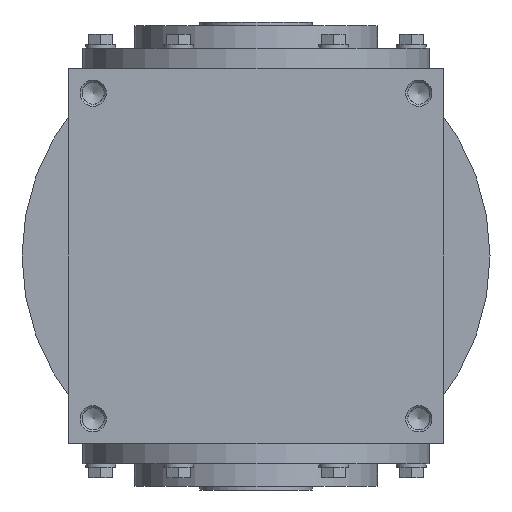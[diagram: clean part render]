
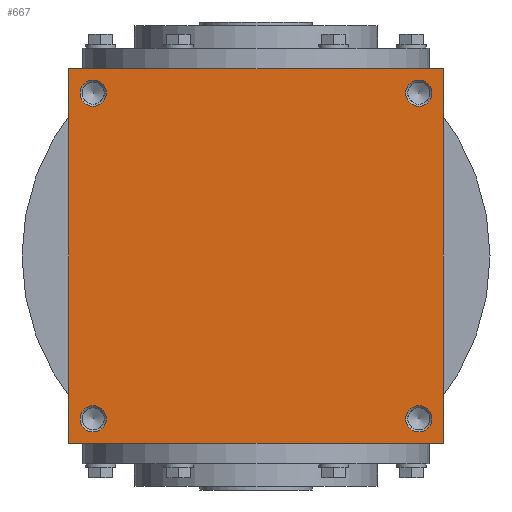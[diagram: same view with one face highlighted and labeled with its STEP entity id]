
A CAD part, left-side view. The second image highlights one B-rep face of the part: STEP entity #667.
In plain terms, the highlighted face is planar.
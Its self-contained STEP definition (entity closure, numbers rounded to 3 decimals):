
#667 = ADVANCED_FACE( '', ( #1393, #1394, #1395, #1396, #1397 ), #1398, .F. );
#1393 = FACE_BOUND( '', #2293, .T. );
#1394 = FACE_BOUND( '', #2294, .T. );
#1395 = FACE_BOUND( '', #2295, .T. );
#1396 = FACE_BOUND( '', #2296, .T. );
#1397 = FACE_OUTER_BOUND( '', #2297, .T. );
#1398 = PLANE( '', #2298 );
#2293 = EDGE_LOOP( '', ( #3580 ) );
#2294 = EDGE_LOOP( '', ( #3581 ) );
#2295 = EDGE_LOOP( '', ( #3582 ) );
#2296 = EDGE_LOOP( '', ( #3583 ) );
#2297 = EDGE_LOOP( '', ( #3584, #3585, #3586, #3587 ) );
#2298 = AXIS2_PLACEMENT_3D( '', #3588, #3589, #3590 );
#3580 = ORIENTED_EDGE( '', *, *, #4871, .F. );
#3581 = ORIENTED_EDGE( '', *, *, #5205, .T. );
#3582 = ORIENTED_EDGE( '', *, *, #5206, .F. );
#3583 = ORIENTED_EDGE( '', *, *, #5207, .T. );
#3584 = ORIENTED_EDGE( '', *, *, #5208, .F. );
#3585 = ORIENTED_EDGE( '', *, *, #5209, .F. );
#3586 = ORIENTED_EDGE( '', *, *, #5210, .F. );
#3587 = ORIENTED_EDGE( '', *, *, #5211, .F. );
#3588 = CARTESIAN_POINT( '', ( 0., 0., -100. ) );
#3589 = DIRECTION( '', ( 0., 0., 1. ) );
#3590 = DIRECTION( '', ( 1., 0., 0. ) );
#4871 = EDGE_CURVE( '', #5664, #5664, #5665, .T. );
#5205 = EDGE_CURVE( '', #6206, #6206, #6207, .T. );
#5206 = EDGE_CURVE( '', #6208, #6208, #6209, .T. );
#5207 = EDGE_CURVE( '', #6210, #6210, #6211, .T. );
#5208 = EDGE_CURVE( '', #6212, #6213, #6214, .T. );
#5209 = EDGE_CURVE( '', #6215, #6212, #6216, .T. );
#5210 = EDGE_CURVE( '', #6217, #6215, #6218, .T. );
#5211 = EDGE_CURVE( '', #6213, #6217, #6219, .T. );
#5664 = VERTEX_POINT( '', #6751 );
#5665 = CIRCLE( '', #6752, 7. );
#6206 = VERTEX_POINT( '', #7482 );
#6207 = CIRCLE( '', #7483, 7. );
#6208 = VERTEX_POINT( '', #7484 );
#6209 = CIRCLE( '', #7485, 7. );
#6210 = VERTEX_POINT( '', #7486 );
#6211 = CIRCLE( '', #7487, 7. );
#6212 = VERTEX_POINT( '', #7488 );
#6213 = VERTEX_POINT( '', #7489 );
#6214 = LINE( '', #7490, #7491 );
#6215 = VERTEX_POINT( '', #7492 );
#6216 = LINE( '', #7493, #7494 );
#6217 = VERTEX_POINT( '', #7495 );
#6218 = LINE( '', #7496, #7497 );
#6219 = LINE( '', #7498, #7499 );
#6751 = CARTESIAN_POINT( '', ( -94., 87., -100. ) );
#6752 = AXIS2_PLACEMENT_3D( '', #8166, #8167, #8168 );
#7482 = CARTESIAN_POINT( '', ( 94., 87., -100. ) );
#7483 = AXIS2_PLACEMENT_3D( '', #8675, #8676, #8677 );
#7484 = CARTESIAN_POINT( '', ( -94., -87., -100. ) );
#7485 = AXIS2_PLACEMENT_3D( '', #8678, #8679, #8680 );
#7486 = CARTESIAN_POINT( '', ( 94., -87., -100. ) );
#7487 = AXIS2_PLACEMENT_3D( '', #8681, #8682, #8683 );
#7488 = CARTESIAN_POINT( '', ( -100., 100., -100. ) );
#7489 = CARTESIAN_POINT( '', ( -100., -100., -100. ) );
#7490 = CARTESIAN_POINT( '', ( -100., 100., -100. ) );
#7491 = VECTOR( '', #8684, 1000. );
#7492 = CARTESIAN_POINT( '', ( 100., 100., -100. ) );
#7493 = CARTESIAN_POINT( '', ( 100., 100., -100. ) );
#7494 = VECTOR( '', #8685, 1000. );
#7495 = CARTESIAN_POINT( '', ( 100., -100., -100. ) );
#7496 = CARTESIAN_POINT( '', ( 100., -100., -100. ) );
#7497 = VECTOR( '', #8686, 1000. );
#7498 = CARTESIAN_POINT( '', ( -100., -100., -100. ) );
#7499 = VECTOR( '', #8687, 1000. );
#8166 = CARTESIAN_POINT( '', ( -87., 87., -100. ) );
#8167 = DIRECTION( '', ( 0., 0., -1. ) );
#8168 = DIRECTION( '', ( -1., 0., 0. ) );
#8675 = CARTESIAN_POINT( '', ( 87., 87., -100. ) );
#8676 = DIRECTION( '', ( 0., 0., 1. ) );
#8677 = DIRECTION( '', ( 1., 0., 0. ) );
#8678 = CARTESIAN_POINT( '', ( -87., -87., -100. ) );
#8679 = DIRECTION( '', ( 0., 0., -1. ) );
#8680 = DIRECTION( '', ( -1., 0., 0. ) );
#8681 = CARTESIAN_POINT( '', ( 87., -87., -100. ) );
#8682 = DIRECTION( '', ( 0., 0., 1. ) );
#8683 = DIRECTION( '', ( 1., 0., 0. ) );
#8684 = DIRECTION( '', ( 0., -1., 0. ) );
#8685 = DIRECTION( '', ( -1., 0., 0. ) );
#8686 = DIRECTION( '', ( 0., 1., 0. ) );
#8687 = DIRECTION( '', ( 1., 0., 0. ) );
